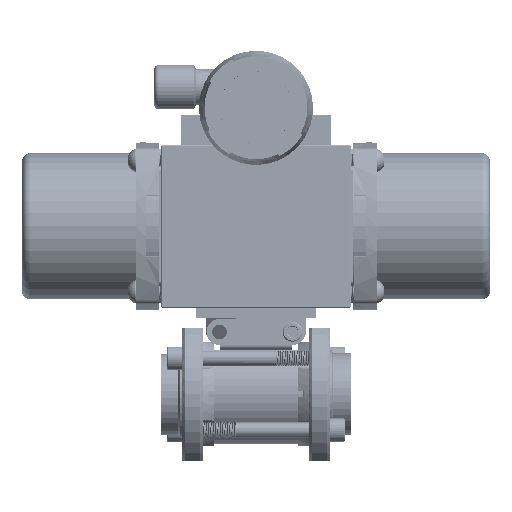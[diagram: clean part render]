
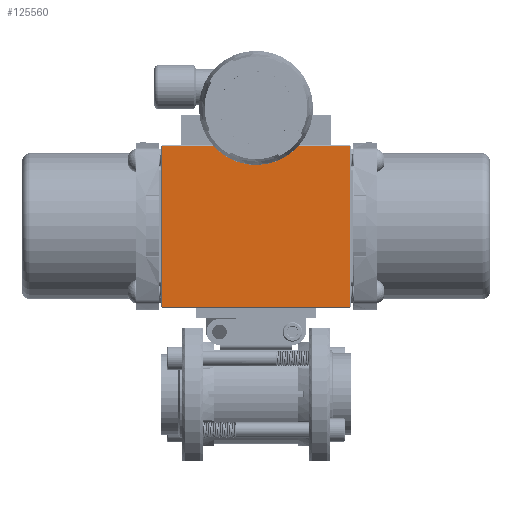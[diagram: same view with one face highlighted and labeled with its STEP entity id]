
A CAD part, top view. The second image highlights one B-rep face of the part: STEP entity #125560.
In plain terms, the highlighted planar face has unit normal (0, 0, 1).
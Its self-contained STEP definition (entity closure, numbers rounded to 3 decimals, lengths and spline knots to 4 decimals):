
#2834 = VECTOR ( 'NONE', #62664, 39.3701 ) ;
#5863 = VECTOR ( 'NONE', #196057, 39.3701 ) ;
#45646 = VERTEX_POINT ( 'NONE', #49894 ) ;
#49894 = CARTESIAN_POINT ( 'NONE',  ( 2.251, 5.954, 1.55 ) ) ;
#50862 = LINE ( 'NONE', #188265, #2834 ) ;
#54068 = DIRECTION ( 'NONE',  ( 0., 0., -1. ) ) ;
#55753 = FACE_OUTER_BOUND ( 'NONE', #106330, .T. ) ;
#62664 = DIRECTION ( 'NONE',  ( 0., 1., 0. ) ) ;
#69657 = CARTESIAN_POINT ( 'NONE',  ( -2.275, 2.094, 1.55 ) ) ;
#83110 = CARTESIAN_POINT ( 'NONE',  ( -2.275, 5.954, 1.55 ) ) ;
#87443 = VERTEX_POINT ( 'NONE', #135913 ) ;
#88670 = EDGE_CURVE ( 'NONE', #87443, #115635, #101976, .T. ) ;
#89692 = EDGE_CURVE ( 'NONE', #98087, #87443, #220236, .T. ) ;
#98087 = VERTEX_POINT ( 'NONE', #192462 ) ;
#101976 = LINE ( 'NONE', #69657, #5863 ) ;
#106330 = EDGE_LOOP ( 'NONE', ( #116872, #152122, #225612, #178562 ) ) ;
#110301 = CARTESIAN_POINT ( 'NONE',  ( -2.255, 2.074, 1.55 ) ) ;
#115635 = VERTEX_POINT ( 'NONE', #120073 ) ;
#116872 = ORIENTED_EDGE ( 'NONE', *, *, #143368, .T. ) ;
#120073 = CARTESIAN_POINT ( 'NONE',  ( 2.251, 2.094, 1.55 ) ) ;
#124306 = VECTOR ( 'NONE', #146581, 39.3701 ) ;
#125560 = ADVANCED_FACE ( 'NONE', ( #55753 ), #144144, .F. ) ;
#126016 = CARTESIAN_POINT ( 'NONE',  ( -2.275, 5.974, 1.55 ) ) ;
#135913 = CARTESIAN_POINT ( 'NONE',  ( -2.255, 2.094, 1.55 ) ) ;
#143368 = EDGE_CURVE ( 'NONE', #115635, #45646, #50862, .T. ) ;
#144144 = PLANE ( 'NONE',  #218194 ) ;
#146581 = DIRECTION ( 'NONE',  ( 0., -1., 0. ) ) ;
#152122 = ORIENTED_EDGE ( 'NONE', *, *, #175419, .T. ) ;
#173936 = DIRECTION ( 'NONE',  ( -1., 0., 0. ) ) ;
#175419 = EDGE_CURVE ( 'NONE', #45646, #98087, #230869, .T. ) ;
#177218 = VECTOR ( 'NONE', #173936, 39.3701 ) ;
#178562 = ORIENTED_EDGE ( 'NONE', *, *, #88670, .T. ) ;
#180446 = DIRECTION ( 'NONE',  ( 0., -1., 0. ) ) ;
#188265 = CARTESIAN_POINT ( 'NONE',  ( 2.251, 5.974, 1.55 ) ) ;
#192462 = CARTESIAN_POINT ( 'NONE',  ( -2.255, 5.954, 1.55 ) ) ;
#196057 = DIRECTION ( 'NONE',  ( 1., 0., 0. ) ) ;
#218194 = AXIS2_PLACEMENT_3D ( 'NONE', #126016, #54068, #180446 ) ;
#220236 = LINE ( 'NONE', #110301, #124306 ) ;
#225612 = ORIENTED_EDGE ( 'NONE', *, *, #89692, .T. ) ;
#230869 = LINE ( 'NONE', #83110, #177218 ) ;
